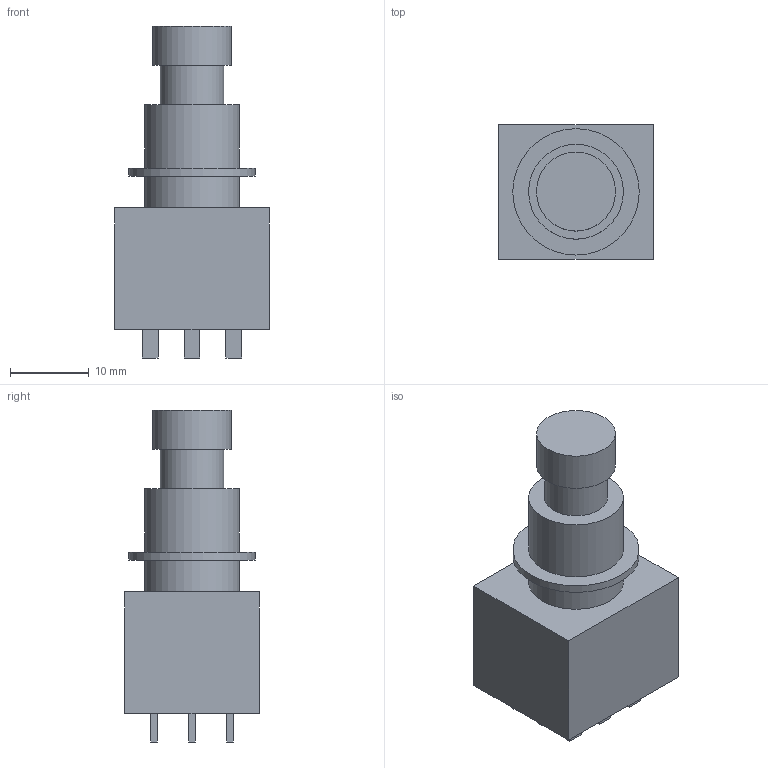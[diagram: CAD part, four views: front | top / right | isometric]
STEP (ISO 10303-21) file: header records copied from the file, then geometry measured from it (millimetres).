
FILE_DESCRIPTION(('FreeCAD Model'),'2;1');
FILE_NAME('Open CASCADE Shape Model','2025-08-06T16:45:21',( 'kicad StepUp'),('ksu MCAD'),'Open CASCADE STEP processor 7.8', 'FreeCAD','Unknown');
FILE_SCHEMA(('AUTOMOTIVE_DESIGN { 1 0 10303 214 1 1 1 1 }'));
Length unit declared in the file: millimetre
Products named in the file (1): 3PDT-Stomp-Switch
Bounding box: 19.6 x 17 x 42.03 mm (x, y, z)
Volume: 7391.9 mm3; surface area: 2994.8 mm2
Topology: 1 solids, 1 shells, 61 faces, 135 edges, 90 vertices
Faces by surface type: plane 56, cylinder 5
Full cylindrical faces by diameter (mm): 8 x1, 10 x1, 12 x2, 16 x1
Entity records: 2232 total; most frequent: CARTESIAN_POINT 287, ORIENTED_EDGE 270, DIRECTION 269, EDGE_CURVE 135, LINE 125, VECTOR 125, VERTEX_POINT 90, FACE_BOUND 75
